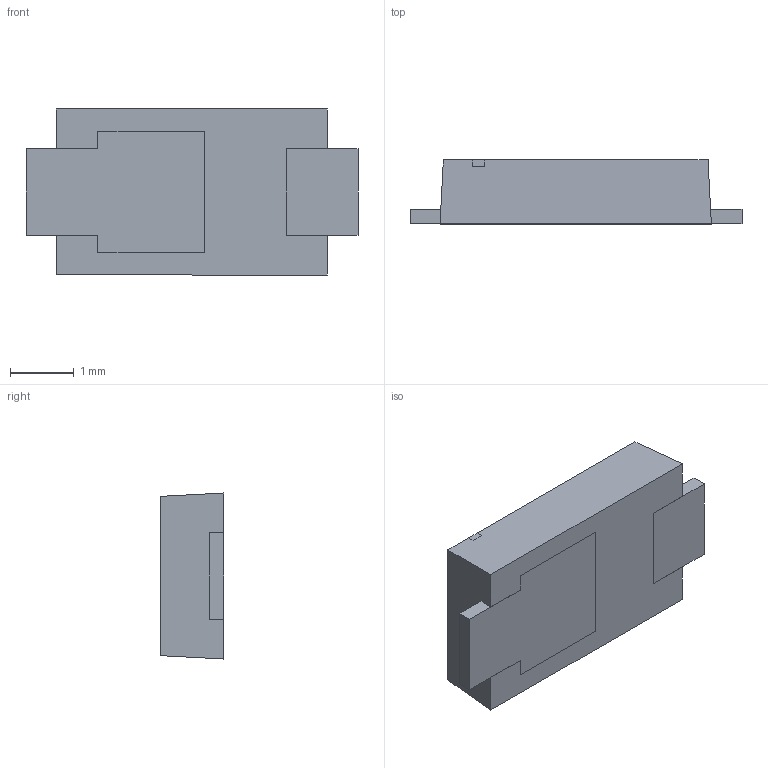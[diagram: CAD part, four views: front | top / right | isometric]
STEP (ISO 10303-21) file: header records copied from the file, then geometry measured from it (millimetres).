
FILE_DESCRIPTION (( 'STEP AP214' ), '1' );
FILE_NAME ('V3PAN50-M3-I.STEP', '2018-09-30T14:17:16', ( '' ), ( '' ), 'SwSTEP 2.0', 'SolidWorks 2017', '' );
FILE_SCHEMA (( 'AUTOMOTIVE_DESIGN' ));
Length unit declared in the file: millimetre
Products named in the file (1): V3PAN50-M3-I
Bounding box: 5.2 x 1 x 2.6 mm (x, y, z)
Volume: 11 mm3; surface area: 54.1 mm2
Topology: 4 solids, 4 shells, 46 faces, 110 edges, 72 vertices
Faces by surface type: plane 46
Entity records: 1363 total; most frequent: CARTESIAN_POINT 229, ORIENTED_EDGE 220, DIRECTION 204, EDGE_CURVE 110, LINE 110, VECTOR 110, VERTEX_POINT 72, AXIS2_PLACEMENT_3D 47
